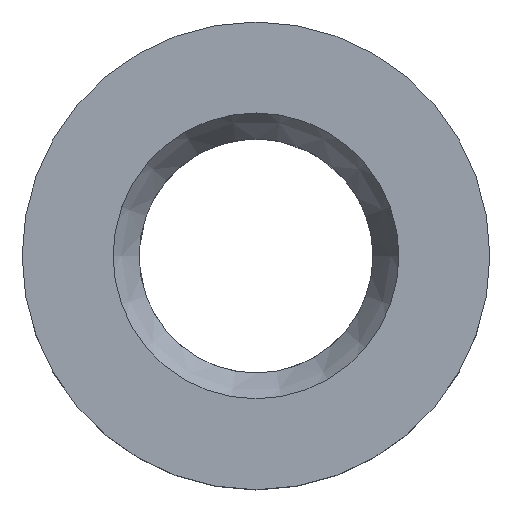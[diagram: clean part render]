
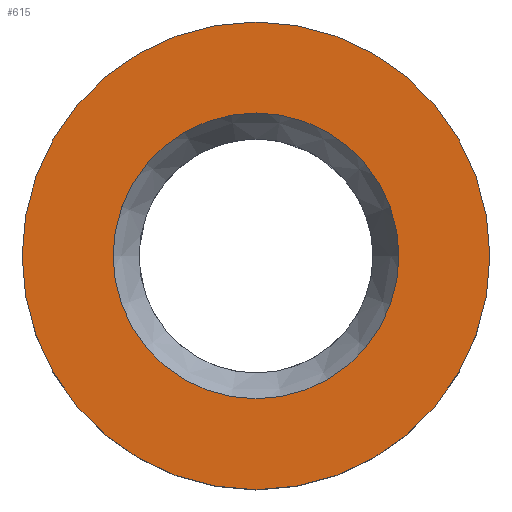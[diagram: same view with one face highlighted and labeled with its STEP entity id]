
A CAD part, top view. The second image highlights one B-rep face of the part: STEP entity #615.
In plain terms, the highlighted planar face has unit normal (0, 0, 1).
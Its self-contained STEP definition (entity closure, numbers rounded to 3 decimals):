
#73=PLANE('',#677);
#143=ORIENTED_EDGE('',*,*,#218,.T.);
#144=ORIENTED_EDGE('',*,*,#200,.F.);
#200=EDGE_CURVE('',#261,#261,#304,.T.);
#218=EDGE_CURVE('',#279,#279,#314,.T.);
#261=VERTEX_POINT('',#842);
#279=VERTEX_POINT('',#884);
#304=CIRCLE('',#634,5.5);
#314=CIRCLE('',#650,9.);
#361=EDGE_LOOP('',(#143));
#362=EDGE_LOOP('',(#144));
#395=FACE_BOUND('',#361,.T.);
#396=FACE_BOUND('',#362,.T.);
#615=ADVANCED_FACE('',(#395,#396),#73,.T.);
#634=AXIS2_PLACEMENT_3D('',#841,#705,#706);
#650=AXIS2_PLACEMENT_3D('',#883,#745,#746);
#677=AXIS2_PLACEMENT_3D('',#967,#801,#802);
#705=DIRECTION('',(0.,0.,1.));
#706=DIRECTION('',(0.,-1.,0.));
#745=DIRECTION('',(0.,0.,1.));
#746=DIRECTION('',(1.,0.,0.));
#801=DIRECTION('',(0.,0.,1.));
#802=DIRECTION('',(1.,0.,0.));
#841=CARTESIAN_POINT('',(0.,0.,5.5));
#842=CARTESIAN_POINT('',(0.,-5.5,5.5));
#883=CARTESIAN_POINT('',(0.,0.,5.5));
#884=CARTESIAN_POINT('',(9.,0.,5.5));
#967=CARTESIAN_POINT('',(0.,0.,5.5));
